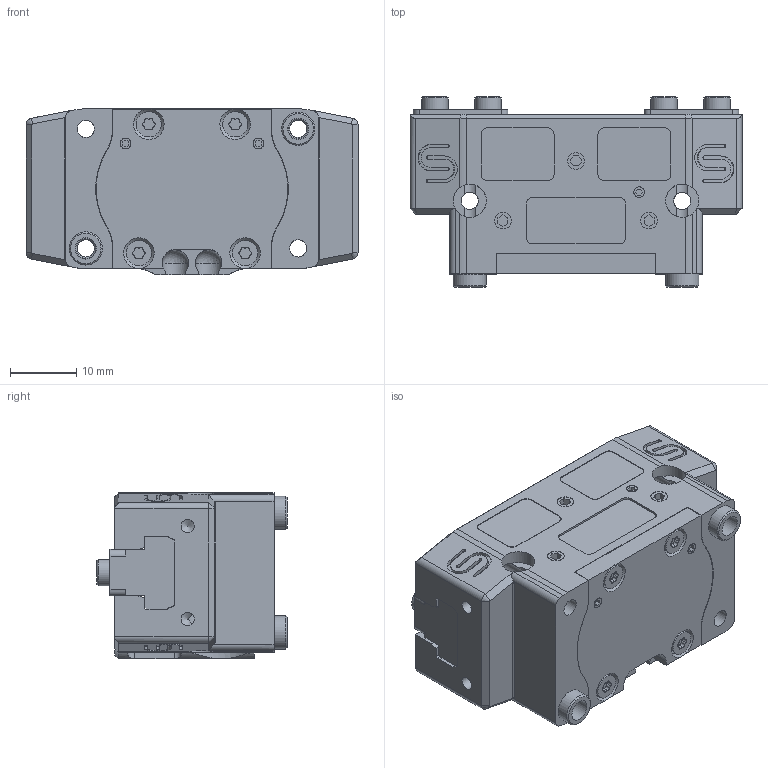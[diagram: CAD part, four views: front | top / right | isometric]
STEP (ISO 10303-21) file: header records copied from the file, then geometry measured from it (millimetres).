
FILE_DESCRIPTION(/* description */ ('STEP AP214'),/* implementation_level */ '2;1');
FILE_NAME(/* name */ 'CGS2-40(0)',/* time_stamp */ '2022-08-09T13:40:19+02:00',/* author */ ('License CC BY-ND 4.0'),/* organization */ ('CADENAS'),/* preprocessor_version */ 'ST-DEVELOPER v18.102',/* originating_system */ 'PARTsolutions',/* authorisation */ ' ');
FILE_SCHEMA (('AUTOMOTIVE_DESIGN {1 0 10303 214 3 1 1}'));
Length unit declared in the file: millimetre
Products named in the file (7): CGS2-40(0); 150000976bs; 150000976p; 150000976js; 150000976jL; 150000976jR; 150000976b
Assembly tree (10 placements, depth 2):
  CGS2-40(0)
    150000976bs  x2
    150000976p
    150000976js  x4
    150000976jL
    150000976jR
    150000976b
Bounding box: 50 x 28.7 x 25 mm (x, y, z)
Volume: 23329.3 mm3; surface area: 12904.1 mm2
Topology: 10 solids, 10 shells, 700 faces, 1801 edges, 1174 vertices
Faces by surface type: plane 338, cylinder 290, cone 66, torus 4, sphere 2
Full cylindrical faces by diameter (mm): 1.567 x4, 1.6 x4, 2 x4, 2.013 x8, 2.4 x4, 2.459 x2, 2.5 x3, 2.6 x14, 3.2 x2, 3.5 x4, 3.8 x8, 4 x8, 4.8 x6, 5 x6
Entity records: 23650 total; most frequent: CARTESIAN_POINT 3571, DIRECTION 3528, ORIENTED_EDGE 3180, EDGE_CURVE 1590, AXIS2_PLACEMENT_3D 1293, VERTEX_POINT 1114, LINE 942, VECTOR 942
